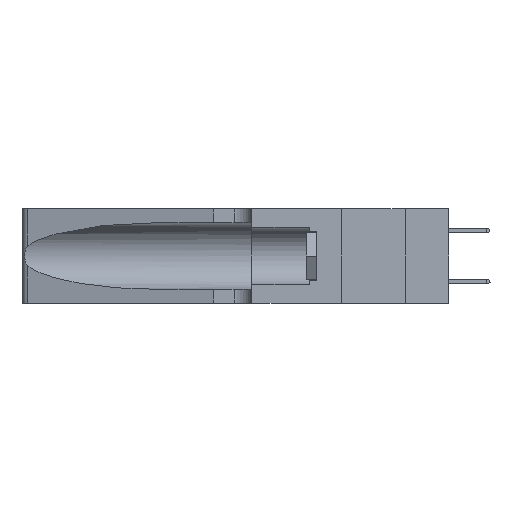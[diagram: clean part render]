
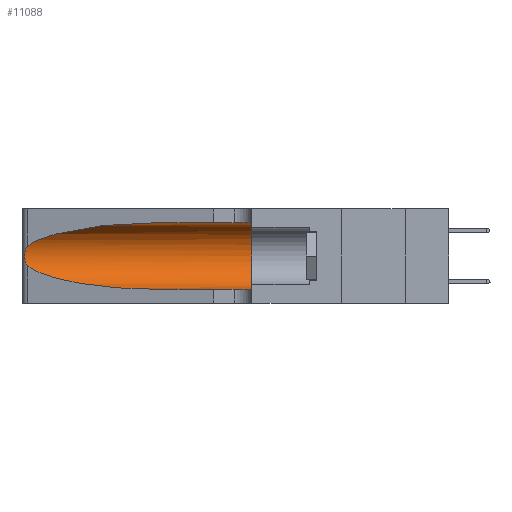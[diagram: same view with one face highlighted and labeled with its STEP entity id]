
A CAD part, left-side view. The second image highlights one B-rep face of the part: STEP entity #11088.
In plain terms, the highlighted cylindrical face has radius 3.308 mm (diameter 6.617 mm), a partial arc.
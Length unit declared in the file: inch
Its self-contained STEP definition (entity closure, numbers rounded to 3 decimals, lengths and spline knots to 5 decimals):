
#165 = EDGE_LOOP ( 'NONE', ( #3684, #7103, #11058, #11096, #2243, #17535 ) ) ;
#401 = VERTEX_POINT ( 'NONE', #5146 ) ;
#771 = EDGE_CURVE ( 'NONE', #401, #4127, #5645, .T. ) ;
#1440 = CARTESIAN_POINT ( 'NONE',  ( 0.25487, 1.22718, 0.22369 ) ) ;
#1845 = CARTESIAN_POINT ( 'NONE',  ( 0.1305, 1.61858, 0.05475 ) ) ;
#2243 = ORIENTED_EDGE ( 'NONE', *, *, #3723, .F. ) ;
#2534 = CARTESIAN_POINT ( 'NONE',  ( 0.25487, 1.22718, 0.14631 ) ) ;
#2604 = CARTESIAN_POINT ( 'NONE',  ( 0.25555, 1.22993, 0.14849 ) ) ;
#2612 = CARTESIAN_POINT ( 'NONE',  ( 0.25639, 1.23186, 0.15144 ) ) ;
#2617 = CARTESIAN_POINT ( 'NONE',  ( 0.1305, 0.35, 0.31525 ) ) ;
#2726 = CYLINDRICAL_SURFACE ( 'NONE', #17759, 0.13025 ) ;
#2809 = DIRECTION ( 'NONE',  ( 0., -1., 0. ) ) ;
#3090 = EDGE_CURVE ( 'NONE', #5819, #401, #5000, .T. ) ;
#3097 = DIRECTION ( 'NONE',  ( 0., -1., 0. ) ) ;
#3223 = CARTESIAN_POINT ( 'NONE',  ( 0.25639, 1.23184, 0.21858 ) ) ;
#3259 = FACE_OUTER_BOUND ( 'NONE', #165, .T. ) ;
#3684 = ORIENTED_EDGE ( 'NONE', *, *, #5233, .T. ) ;
#3723 = EDGE_CURVE ( 'NONE', #20245, #12102, #8232, .T. ) ;
#3731 = CARTESIAN_POINT ( 'NONE',  ( 0.25555, 1.22994, 0.2215 ) ) ;
#3803 = CARTESIAN_POINT ( 'NONE',  ( 0.1305, 0.72297, 0.05475 ) ) ;
#4127 = VERTEX_POINT ( 'NONE', #3803 ) ;
#4356 =( BOUNDED_CURVE ( )  B_SPLINE_CURVE ( 3, ( #17821, #19427, #9866, #16518 ),
 .UNSPECIFIED., .F., .T. ) 
 B_SPLINE_CURVE_WITH_KNOTS ( ( 4, 4 ),
 ( 1.5708, 2.84003 ),
 .UNSPECIFIED. ) 
 CURVE ( )  GEOMETRIC_REPRESENTATION_ITEM ( )  RATIONAL_B_SPLINE_CURVE ( ( 1., 0.87, 0.87, 1. ) ) 
 REPRESENTATION_ITEM ( '' )  );
#4788 = CARTESIAN_POINT ( 'NONE',  ( 0.26075, 1.23896, 0.19203 ) ) ;
#4813 = CARTESIAN_POINT ( 'NONE',  ( 0.26018, 1.23835, 0.19895 ) ) ;
#4858 = CARTESIAN_POINT ( 'NONE',  ( 0.25854, 1.2359, 0.20912 ) ) ;
#5000 = B_SPLINE_CURVE_WITH_KNOTS ( 'NONE', 3,
 ( #16267, #3731, #3223, #8302, #4858, #4813, #4788, #18154, #18100, #16307, #18084, #2612, #2604, #2534 ),
 .UNSPECIFIED., .F., .F.,
 ( 4, 2, 2, 2, 2, 2, 4 ),
 ( 0., 0.00027, 0.00053, 0.00107, 0.0016, 0.00187, 0.00214 ),
 .UNSPECIFIED. ) ;
#5146 = CARTESIAN_POINT ( 'NONE',  ( 0.25487, 1.22718, 0.14631 ) ) ;
#5233 = EDGE_CURVE ( 'NONE', #15132, #5819, #4356, .T. ) ;
#5645 =( BOUNDED_CURVE ( )  B_SPLINE_CURVE ( 3, ( #16766, #14109, #6614, #6907 ),
 .UNSPECIFIED., .F., .T. ) 
 B_SPLINE_CURVE_WITH_KNOTS ( ( 4, 4 ),
 ( 3.44316, 4.71239 ),
 .UNSPECIFIED. ) 
 CURVE ( )  GEOMETRIC_REPRESENTATION_ITEM ( )  RATIONAL_B_SPLINE_CURVE ( ( 1., 0.87, 0.87, 1. ) ) 
 REPRESENTATION_ITEM ( '' )  );
#5819 = VERTEX_POINT ( 'NONE', #1440 ) ;
#6614 = CARTESIAN_POINT ( 'NONE',  ( 0.18966, 0.96281, 0.05475 ) ) ;
#6907 = CARTESIAN_POINT ( 'NONE',  ( 0.1305, 0.72297, 0.05475 ) ) ;
#7103 = ORIENTED_EDGE ( 'NONE', *, *, #3090, .T. ) ;
#7814 = DIRECTION ( 'NONE',  ( 0., 1., 0. ) ) ;
#7828 = EDGE_CURVE ( 'NONE', #4127, #12102, #14047, .T. ) ;
#8232 = CIRCLE ( 'NONE', #14803, 0.13025 ) ;
#8302 = CARTESIAN_POINT ( 'NONE',  ( 0.25787, 1.23484, 0.2124 ) ) ;
#8724 = CARTESIAN_POINT ( 'NONE',  ( 0.1305, 0.35, 0.05475 ) ) ;
#9793 = VECTOR ( 'NONE', #11637, 39.37008 ) ;
#9866 = CARTESIAN_POINT ( 'NONE',  ( 0.2373, 1.15595, 0.28018 ) ) ;
#10968 = CARTESIAN_POINT ( 'NONE',  ( 0.1305, 1.61858, 0.185 ) ) ;
#11058 = ORIENTED_EDGE ( 'NONE', *, *, #771, .T. ) ;
#11088 = ADVANCED_FACE ( 'NONE', ( #3259 ), #2726, .F. ) ;
#11096 = ORIENTED_EDGE ( 'NONE', *, *, #7828, .T. ) ;
#11228 = EDGE_CURVE ( 'NONE', #15132, #20245, #17392, .T. ) ;
#11231 = CARTESIAN_POINT ( 'NONE',  ( 0.1305, 1.61858, 0.31525 ) ) ;
#11637 = DIRECTION ( 'NONE',  ( 0., -1., 0. ) ) ;
#12102 = VERTEX_POINT ( 'NONE', #8724 ) ;
#13126 = VECTOR ( 'NONE', #3097, 39.37008 ) ;
#14047 = LINE ( 'NONE', #1845, #9793 ) ;
#14109 = CARTESIAN_POINT ( 'NONE',  ( 0.2373, 1.15595, 0.08982 ) ) ;
#14164 = DIRECTION ( 'NONE',  ( 0., 0., -1. ) ) ;
#14803 = AXIS2_PLACEMENT_3D ( 'NONE', #17402, #7814, #18997 ) ;
#15132 = VERTEX_POINT ( 'NONE', #17856 ) ;
#16267 = CARTESIAN_POINT ( 'NONE',  ( 0.25487, 1.22718, 0.22369 ) ) ;
#16307 = CARTESIAN_POINT ( 'NONE',  ( 0.25856, 1.23593, 0.16098 ) ) ;
#16518 = CARTESIAN_POINT ( 'NONE',  ( 0.25487, 1.22718, 0.22369 ) ) ;
#16766 = CARTESIAN_POINT ( 'NONE',  ( 0.25487, 1.22718, 0.14631 ) ) ;
#17392 = LINE ( 'NONE', #11231, #13126 ) ;
#17402 = CARTESIAN_POINT ( 'NONE',  ( 0.1305, 0.35, 0.185 ) ) ;
#17535 = ORIENTED_EDGE ( 'NONE', *, *, #11228, .F. ) ;
#17759 = AXIS2_PLACEMENT_3D ( 'NONE', #10968, #2809, #14164 ) ;
#17821 = CARTESIAN_POINT ( 'NONE',  ( 0.1305, 0.72297, 0.31525 ) ) ;
#17856 = CARTESIAN_POINT ( 'NONE',  ( 0.1305, 0.72297, 0.31525 ) ) ;
#18084 = CARTESIAN_POINT ( 'NONE',  ( 0.25789, 1.23486, 0.15765 ) ) ;
#18100 = CARTESIAN_POINT ( 'NONE',  ( 0.26017, 1.23833, 0.17102 ) ) ;
#18154 = CARTESIAN_POINT ( 'NONE',  ( 0.26075, 1.23896, 0.178 ) ) ;
#18997 = DIRECTION ( 'NONE',  ( 0., 0., 1. ) ) ;
#19427 = CARTESIAN_POINT ( 'NONE',  ( 0.18966, 0.96281, 0.31525 ) ) ;
#20245 = VERTEX_POINT ( 'NONE', #2617 ) ;
